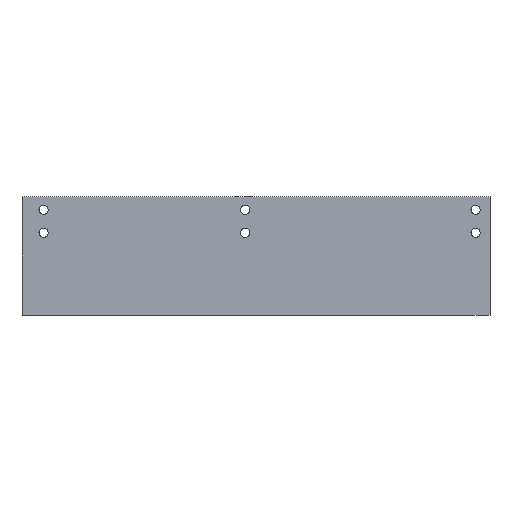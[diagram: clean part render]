
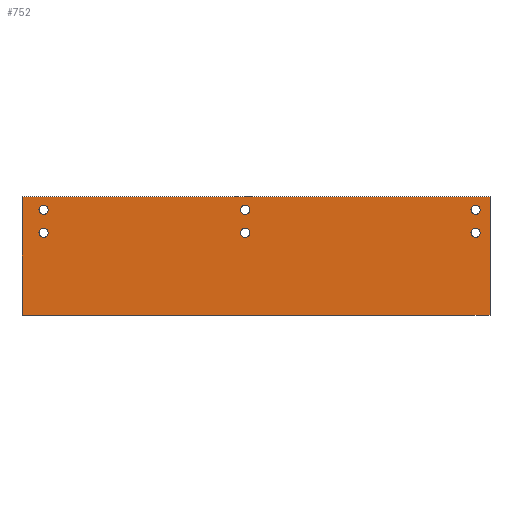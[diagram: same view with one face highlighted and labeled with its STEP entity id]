
A CAD part, left-side view. The second image highlights one B-rep face of the part: STEP entity #752.
In plain terms, the highlighted planar face has unit normal (-1, 0, 0).
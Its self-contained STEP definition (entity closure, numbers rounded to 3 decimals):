
#21 = EDGE_CURVE('',#22,#24,#26,.T.);
#22 = VERTEX_POINT('',#23);
#23 = CARTESIAN_POINT('',(-2.,-426.2,80.));
#24 = VERTEX_POINT('',#25);
#25 = CARTESIAN_POINT('',(-2.,-101.2,80.));
#26 = LINE('',#27,#28);
#27 = CARTESIAN_POINT('',(-2.,-426.2,80.));
#28 = VECTOR('',#29,1.);
#29 = DIRECTION('',(0.,1.,0.));
#333 = EDGE_CURVE('',#334,#334,#336,.T.);
#334 = VERTEX_POINT('',#335);
#335 = CARTESIAN_POINT('',(-2.,-116.2,51.8));
#336 = CIRCLE('',#337,3.2);
#337 = AXIS2_PLACEMENT_3D('',#338,#339,#340);
#338 = CARTESIAN_POINT('',(-2.,-116.2,55.));
#339 = DIRECTION('',(-1.,-0.,-0.));
#340 = DIRECTION('',(0.,0.,-1.));
#358 = EDGE_CURVE('',#359,#359,#361,.T.);
#359 = VERTEX_POINT('',#360);
#360 = CARTESIAN_POINT('',(-2.,-256.2,51.8));
#361 = CIRCLE('',#362,3.2);
#362 = AXIS2_PLACEMENT_3D('',#363,#364,#365);
#363 = CARTESIAN_POINT('',(-2.,-256.2,55.));
#364 = DIRECTION('',(-1.,-0.,-0.));
#365 = DIRECTION('',(0.,0.,-1.));
#383 = EDGE_CURVE('',#384,#384,#386,.T.);
#384 = VERTEX_POINT('',#385);
#385 = CARTESIAN_POINT('',(-2.,-116.2,67.8));
#386 = CIRCLE('',#387,3.2);
#387 = AXIS2_PLACEMENT_3D('',#388,#389,#390);
#388 = CARTESIAN_POINT('',(-2.,-116.2,71.));
#389 = DIRECTION('',(-1.,-0.,-0.));
#390 = DIRECTION('',(0.,0.,-1.));
#408 = EDGE_CURVE('',#409,#409,#411,.T.);
#409 = VERTEX_POINT('',#410);
#410 = CARTESIAN_POINT('',(-2.,-256.2,67.8));
#411 = CIRCLE('',#412,3.2);
#412 = AXIS2_PLACEMENT_3D('',#413,#414,#415);
#413 = CARTESIAN_POINT('',(-2.,-256.2,71.));
#414 = DIRECTION('',(-1.,-0.,-0.));
#415 = DIRECTION('',(0.,0.,-1.));
#433 = EDGE_CURVE('',#434,#434,#436,.T.);
#434 = VERTEX_POINT('',#435);
#435 = CARTESIAN_POINT('',(-2.,-416.2,51.8));
#436 = CIRCLE('',#437,3.2);
#437 = AXIS2_PLACEMENT_3D('',#438,#439,#440);
#438 = CARTESIAN_POINT('',(-2.,-416.2,55.));
#439 = DIRECTION('',(-1.,-0.,-0.));
#440 = DIRECTION('',(0.,0.,-1.));
#458 = EDGE_CURVE('',#459,#459,#461,.T.);
#459 = VERTEX_POINT('',#460);
#460 = CARTESIAN_POINT('',(-2.,-416.2,67.8));
#461 = CIRCLE('',#462,3.2);
#462 = AXIS2_PLACEMENT_3D('',#463,#464,#465);
#463 = CARTESIAN_POINT('',(-2.,-416.2,71.));
#464 = DIRECTION('',(-1.,-0.,-0.));
#465 = DIRECTION('',(0.,0.,-1.));
#752 = ADVANCED_FACE('',(#753,#778,#781,#784,#787,#790,#793),#796,.F.);
#753 = FACE_BOUND('',#754,.T.);
#754 = EDGE_LOOP('',(#755,#763,#764,#772));
#755 = ORIENTED_EDGE('',*,*,#756,.T.);
#756 = EDGE_CURVE('',#757,#22,#759,.T.);
#757 = VERTEX_POINT('',#758);
#758 = CARTESIAN_POINT('',(-2.,-426.2,-2.));
#759 = LINE('',#760,#761);
#760 = CARTESIAN_POINT('',(-2.,-426.2,-2.));
#761 = VECTOR('',#762,1.);
#762 = DIRECTION('',(0.,0.,1.));
#763 = ORIENTED_EDGE('',*,*,#21,.T.);
#764 = ORIENTED_EDGE('',*,*,#765,.F.);
#765 = EDGE_CURVE('',#766,#24,#768,.T.);
#766 = VERTEX_POINT('',#767);
#767 = CARTESIAN_POINT('',(-2.,-101.2,-2.));
#768 = LINE('',#769,#770);
#769 = CARTESIAN_POINT('',(-2.,-101.2,-2.));
#770 = VECTOR('',#771,1.);
#771 = DIRECTION('',(0.,0.,1.));
#772 = ORIENTED_EDGE('',*,*,#773,.F.);
#773 = EDGE_CURVE('',#757,#766,#774,.T.);
#774 = LINE('',#775,#776);
#775 = CARTESIAN_POINT('',(-2.,-426.2,-2.));
#776 = VECTOR('',#777,1.);
#777 = DIRECTION('',(0.,1.,0.));
#778 = FACE_BOUND('',#779,.F.);
#779 = EDGE_LOOP('',(#780));
#780 = ORIENTED_EDGE('',*,*,#333,.T.);
#781 = FACE_BOUND('',#782,.F.);
#782 = EDGE_LOOP('',(#783));
#783 = ORIENTED_EDGE('',*,*,#358,.T.);
#784 = FACE_BOUND('',#785,.F.);
#785 = EDGE_LOOP('',(#786));
#786 = ORIENTED_EDGE('',*,*,#383,.T.);
#787 = FACE_BOUND('',#788,.F.);
#788 = EDGE_LOOP('',(#789));
#789 = ORIENTED_EDGE('',*,*,#408,.T.);
#790 = FACE_BOUND('',#791,.F.);
#791 = EDGE_LOOP('',(#792));
#792 = ORIENTED_EDGE('',*,*,#433,.T.);
#793 = FACE_BOUND('',#794,.F.);
#794 = EDGE_LOOP('',(#795));
#795 = ORIENTED_EDGE('',*,*,#458,.T.);
#796 = PLANE('',#797);
#797 = AXIS2_PLACEMENT_3D('',#798,#799,#800);
#798 = CARTESIAN_POINT('',(-2.,-426.2,-2.));
#799 = DIRECTION('',(1.,0.,0.));
#800 = DIRECTION('',(0.,0.,1.));
